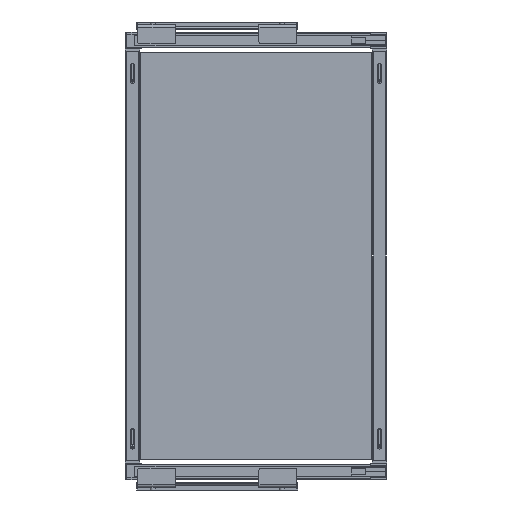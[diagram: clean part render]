
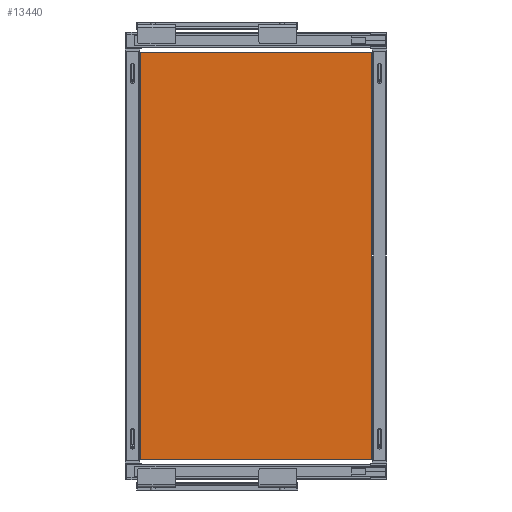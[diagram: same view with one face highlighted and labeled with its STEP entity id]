
A CAD part, front view. The second image highlights one B-rep face of the part: STEP entity #13440.
In plain terms, the highlighted planar face has unit normal (0, -1, 0).
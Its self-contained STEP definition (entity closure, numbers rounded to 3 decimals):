
#991=PLANE('',#14525);
#1649=FACE_OUTER_BOUND('',#2474,.T.);
#2474=EDGE_LOOP('',(#12096,#12097,#12098,#12099));
#3875=LINE('',#21580,#5321);
#3879=LINE('',#21588,#5325);
#3882=LINE('',#21594,#5328);
#3885=LINE('',#21599,#5331);
#5321=VECTOR('',#17721,10.);
#5325=VECTOR('',#17727,10.);
#5328=VECTOR('',#17732,10.);
#5331=VECTOR('',#17737,10.);
#6896=VERTEX_POINT('',#21578);
#6897=VERTEX_POINT('',#21579);
#6900=VERTEX_POINT('',#21587);
#6902=VERTEX_POINT('',#21593);
#8657=EDGE_CURVE('',#6896,#6897,#3875,.T.);
#8661=EDGE_CURVE('',#6897,#6900,#3879,.T.);
#8664=EDGE_CURVE('',#6900,#6902,#3882,.T.);
#8667=EDGE_CURVE('',#6902,#6896,#3885,.T.);
#12096=ORIENTED_EDGE('',*,*,#8667,.T.);
#12097=ORIENTED_EDGE('',*,*,#8657,.T.);
#12098=ORIENTED_EDGE('',*,*,#8661,.T.);
#12099=ORIENTED_EDGE('',*,*,#8664,.T.);
#13440=ADVANCED_FACE('',(#1649),#991,.T.);
#14525=AXIS2_PLACEMENT_3D('',#21601,#17739,#17740);
#17721=DIRECTION('',(0.,0.,-1.));
#17727=DIRECTION('',(1.,0.,0.));
#17732=DIRECTION('',(0.,0.,1.));
#17737=DIRECTION('',(-1.,0.,0.));
#17739=DIRECTION('center_axis',(0.,-1.,0.));
#17740=DIRECTION('ref_axis',(0.,0.,-1.));
#21578=CARTESIAN_POINT('',(27.,-27.,604.));
#21579=CARTESIAN_POINT('',(27.,-27.,-149.));
#21580=CARTESIAN_POINT('',(27.,-27.,604.));
#21587=CARTESIAN_POINT('',(454.,-27.,-149.));
#21588=CARTESIAN_POINT('',(27.,-27.,-149.));
#21593=CARTESIAN_POINT('',(454.,-27.,604.));
#21594=CARTESIAN_POINT('',(454.,-27.,-149.));
#21599=CARTESIAN_POINT('',(454.,-27.,604.));
#21601=CARTESIAN_POINT('Origin',(240.5,-27.,227.5));
